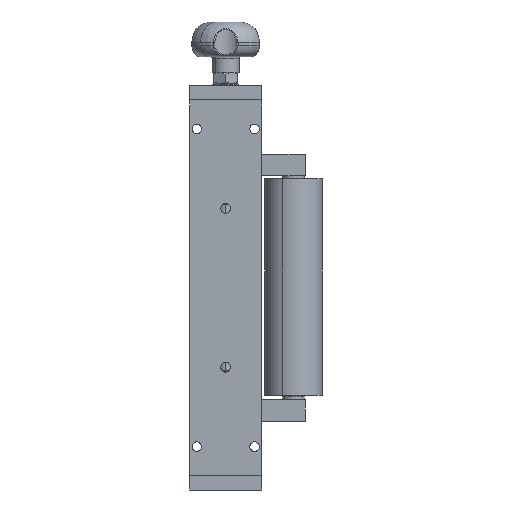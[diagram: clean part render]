
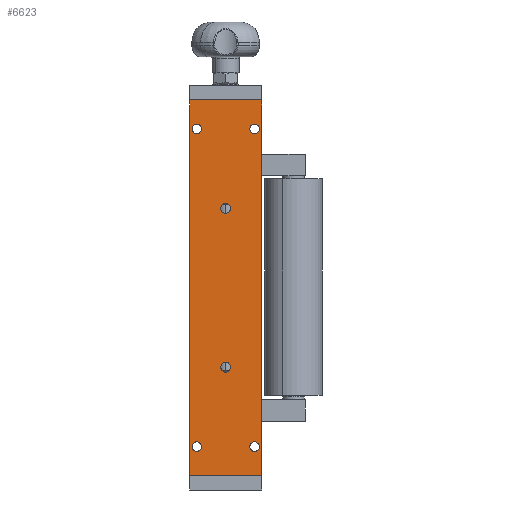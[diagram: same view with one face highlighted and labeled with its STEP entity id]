
A CAD part, front view. The second image highlights one B-rep face of the part: STEP entity #6623.
In plain terms, the highlighted planar face has unit normal (0, -1, 0).
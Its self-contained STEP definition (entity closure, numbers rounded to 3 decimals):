
#38 = ORIENTED_EDGE ( 'NONE', *, *, #7406, .T. ) ;
#208 = EDGE_LOOP ( 'NONE', ( #9289, #425 ) ) ;
#209 = EDGE_LOOP ( 'NONE', ( #10648, #10649, #10650, #10651 ) ) ;
#210 = EDGE_LOOP ( 'NONE', ( #8901, #8900 ) ) ;
#251 = EDGE_LOOP ( 'NONE', ( #1548, #38 ) ) ;
#263 = EDGE_LOOP ( 'NONE', ( #10645, #10643 ) ) ;
#305 = EDGE_LOOP ( 'NONE', ( #9712, #9269 ) ) ;
#425 = ORIENTED_EDGE ( 'NONE', *, *, #7468, .T. ) ;
#575 = FACE_BOUND ( 'NONE', #263, .T. ) ;
#577 = FACE_BOUND ( 'NONE', #251, .T. ) ;
#578 = FACE_BOUND ( 'NONE', #305, .T. ) ;
#579 = FACE_BOUND ( 'NONE', #208, .T. ) ;
#581 = FACE_BOUND ( 'NONE', #210, .T. ) ;
#582 = FACE_BOUND ( 'NONE', #9347, .T. ) ;
#583 = FACE_OUTER_BOUND ( 'NONE', #209, .T. ) ;
#976 = LINE ( 'NONE', #5487, #980 ) ;
#979 = CIRCLE ( 'NONE', #1288, 3.3 ) ;
#980 = VECTOR ( 'NONE', #5646, 1000. ) ;
#1025 = CIRCLE ( 'NONE', #1432, 3.3 ) ;
#1061 = CIRCLE ( 'NONE', #1370, 3.3 ) ;
#1066 = CIRCLE ( 'NONE', #1377, 3.3 ) ;
#1098 = CIRCLE ( 'NONE', #1373, 3.4 ) ;
#1123 = LINE ( 'NONE', #1656, #1127 ) ;
#1127 = VECTOR ( 'NONE', #1651, 1000. ) ;
#1288 = AXIS2_PLACEMENT_3D ( 'NONE', #5727, #5542, #5725 ) ;
#1294 = AXIS2_PLACEMENT_3D ( 'NONE', #2128, #2129, #2130 ) ;
#1370 = AXIS2_PLACEMENT_3D ( 'NONE', #5704, #5472, #5689 ) ;
#1373 = AXIS2_PLACEMENT_3D ( 'NONE', #5590, #5697, #5830 ) ;
#1377 = AXIS2_PLACEMENT_3D ( 'NONE', #5708, #5637, #5714 ) ;
#1432 = AXIS2_PLACEMENT_3D ( 'NONE', #5679, #5650, #5573 ) ;
#1438 = AXIS2_PLACEMENT_3D ( 'NONE', #2534, #2535, #2536 ) ;
#1548 = ORIENTED_EDGE ( 'NONE', *, *, #10024, .T. ) ;
#1651 = DIRECTION ( 'NONE',  ( 1., 0., 0. ) ) ;
#1656 = CARTESIAN_POINT ( 'NONE',  ( -29.93, -11.266, -130. ) ) ;
#1964 = DIRECTION ( 'NONE',  ( 0., 0., 1. ) ) ;
#1970 = CARTESIAN_POINT ( 'NONE',  ( -29.93, -11.266, -130. ) ) ;
#2128 = CARTESIAN_POINT ( 'NONE',  ( -4.93, -11.266, 55. ) ) ;
#2129 = DIRECTION ( 'NONE',  ( 0., -1., 0. ) ) ;
#2130 = DIRECTION ( 'NONE',  ( 0., 0., -1. ) ) ;
#2534 = CARTESIAN_POINT ( 'NONE',  ( -24.93, -11.266, -110. ) ) ;
#2535 = DIRECTION ( 'NONE',  ( 0., 1., 0. ) ) ;
#2536 = DIRECTION ( 'NONE',  ( 0., 0., 1. ) ) ;
#2663 = LINE ( 'NONE', #1970, #2665 ) ;
#2665 = VECTOR ( 'NONE', #1964, 1000. ) ;
#2686 = CIRCLE ( 'NONE', #1294, 3.4 ) ;
#2817 = CIRCLE ( 'NONE', #1438, 3.3 ) ;
#4486 = CARTESIAN_POINT ( 'NONE',  ( 20.07, -11.266, -130. ) ) ;
#4487 = DIRECTION ( 'NONE',  ( 0., 0., 1. ) ) ;
#4564 = CARTESIAN_POINT ( 'NONE',  ( -24.93, -11.266, -110. ) ) ;
#4565 = DIRECTION ( 'NONE',  ( 0., 1., 0. ) ) ;
#4566 = DIRECTION ( 'NONE',  ( 0., 0., 1. ) ) ;
#4633 = CARTESIAN_POINT ( 'NONE',  ( 15.07, -11.266, -110. ) ) ;
#4634 = DIRECTION ( 'NONE',  ( 0., 1., 0. ) ) ;
#4635 = DIRECTION ( 'NONE',  ( 0., 0., 1. ) ) ;
#4742 = CARTESIAN_POINT ( 'NONE',  ( -4.93, -11.266, -55. ) ) ;
#4743 = DIRECTION ( 'NONE',  ( 0., -1., 0. ) ) ;
#4744 = DIRECTION ( 'NONE',  ( 0., 0., -1. ) ) ;
#4746 = CARTESIAN_POINT ( 'NONE',  ( -4.93, -11.266, 55. ) ) ;
#4747 = DIRECTION ( 'NONE',  ( 0., -1., 0. ) ) ;
#4748 = DIRECTION ( 'NONE',  ( 0., 0., -1. ) ) ;
#4853 = CARTESIAN_POINT ( 'NONE',  ( -24.93, -11.266, 110. ) ) ;
#4854 = DIRECTION ( 'NONE',  ( 0., 1., 0. ) ) ;
#4855 = DIRECTION ( 'NONE',  ( 0., 0., 1. ) ) ;
#5151 = CARTESIAN_POINT ( 'NONE',  ( -29.93, -11.266, -130. ) ) ;
#5164 = CARTESIAN_POINT ( 'NONE',  ( 15.07, -11.266, -106.7 ) ) ;
#5167 = CARTESIAN_POINT ( 'NONE',  ( -24.93, -11.266, 113.3 ) ) ;
#5180 = CARTESIAN_POINT ( 'NONE',  ( -24.93, -11.266, 106.7 ) ) ;
#5192 = CARTESIAN_POINT ( 'NONE',  ( -4.93, -11.266, 58.4 ) ) ;
#5198 = CARTESIAN_POINT ( 'NONE',  ( 20.07, -11.266, -130. ) ) ;
#5210 = CARTESIAN_POINT ( 'NONE',  ( 20.07, -11.266, 130. ) ) ;
#5218 = CARTESIAN_POINT ( 'NONE',  ( -24.93, -11.266, -106.7 ) ) ;
#5223 = CARTESIAN_POINT ( 'NONE',  ( -4.93, -11.266, 51.6 ) ) ;
#5225 = CARTESIAN_POINT ( 'NONE',  ( -24.93, -11.266, -113.3 ) ) ;
#5229 = CARTESIAN_POINT ( 'NONE',  ( -4.93, -11.266, -58.4 ) ) ;
#5231 = CARTESIAN_POINT ( 'NONE',  ( -4.93, -11.266, -51.6 ) ) ;
#5233 = CARTESIAN_POINT ( 'NONE',  ( -29.93, -11.266, 130. ) ) ;
#5248 = CARTESIAN_POINT ( 'NONE',  ( 15.07, -11.266, -113.3 ) ) ;
#5259 = CARTESIAN_POINT ( 'NONE',  ( 15.07, -11.266, 106.7 ) ) ;
#5260 = CARTESIAN_POINT ( 'NONE',  ( 15.07, -11.266, 113.3 ) ) ;
#5306 = LINE ( 'NONE', #4486, #5309 ) ;
#5309 = VECTOR ( 'NONE', #4487, 1000. ) ;
#5315 = CIRCLE ( 'NONE', #7280, 3.3 ) ;
#5325 = CIRCLE ( 'NONE', #7284, 3.3 ) ;
#5346 = CIRCLE ( 'NONE', #7289, 3.4 ) ;
#5349 = CIRCLE ( 'NONE', #7321, 3.4 ) ;
#5365 = CIRCLE ( 'NONE', #7316, 3.3 ) ;
#5472 = DIRECTION ( 'NONE',  ( 0., 1., 0. ) ) ;
#5487 = CARTESIAN_POINT ( 'NONE',  ( -29.93, -11.266, 130. ) ) ;
#5542 = DIRECTION ( 'NONE',  ( 0., 1., 0. ) ) ;
#5573 = DIRECTION ( 'NONE',  ( 0., 0., 1. ) ) ;
#5590 = CARTESIAN_POINT ( 'NONE',  ( -4.93, -11.266, -55. ) ) ;
#5637 = DIRECTION ( 'NONE',  ( 0., 1., 0. ) ) ;
#5646 = DIRECTION ( 'NONE',  ( 1., 0., 0. ) ) ;
#5650 = DIRECTION ( 'NONE',  ( 0., 1., 0. ) ) ;
#5679 = CARTESIAN_POINT ( 'NONE',  ( 15.07, -11.266, -110. ) ) ;
#5689 = DIRECTION ( 'NONE',  ( 0., 0., 1. ) ) ;
#5697 = DIRECTION ( 'NONE',  ( 0., -1., 0. ) ) ;
#5704 = CARTESIAN_POINT ( 'NONE',  ( 15.07, -11.266, 110. ) ) ;
#5708 = CARTESIAN_POINT ( 'NONE',  ( 15.07, -11.266, 110. ) ) ;
#5714 = DIRECTION ( 'NONE',  ( 0., 0., 1. ) ) ;
#5725 = DIRECTION ( 'NONE',  ( 0., 0., 1. ) ) ;
#5727 = CARTESIAN_POINT ( 'NONE',  ( -24.93, -11.266, 110. ) ) ;
#5830 = DIRECTION ( 'NONE',  ( 0., 0., -1. ) ) ;
#6623 = ADVANCED_FACE ( 'NONE', ( #575, #581, #579, #578, #577, #582, #583 ), #8228, .T. ) ;
#7280 = AXIS2_PLACEMENT_3D ( 'NONE', #4564, #4565, #4566 ) ;
#7284 = AXIS2_PLACEMENT_3D ( 'NONE', #4633, #4634, #4635 ) ;
#7289 = AXIS2_PLACEMENT_3D ( 'NONE', #4746, #4747, #4748 ) ;
#7316 = AXIS2_PLACEMENT_3D ( 'NONE', #4853, #4854, #4855 ) ;
#7321 = AXIS2_PLACEMENT_3D ( 'NONE', #4742, #4743, #4744 ) ;
#7404 = EDGE_CURVE ( 'NONE', #10602, #10579, #976, .T. ) ;
#7406 = EDGE_CURVE ( 'NONE', #10549, #10536, #979, .T. ) ;
#7439 = EDGE_CURVE ( 'NONE', #10617, #10533, #1025, .T. ) ;
#7468 = EDGE_CURVE ( 'NONE', #10628, #10629, #1061, .T. ) ;
#7472 = EDGE_CURVE ( 'NONE', #10629, #10628, #1066, .T. ) ;
#7500 = EDGE_CURVE ( 'NONE', #10600, #10598, #1098, .T. ) ;
#7522 = EDGE_CURVE ( 'NONE', #10520, #10567, #1123, .T. ) ;
#7604 = EDGE_CURVE ( 'NONE', #10520, #10602, #2663, .T. ) ;
#7625 = EDGE_CURVE ( 'NONE', #10561, #10592, #2686, .T. ) ;
#7730 = EDGE_CURVE ( 'NONE', #10594, #10587, #2817, .T. ) ;
#7918 = DIRECTION ( 'NONE',  ( 0., 0., -1. ) ) ;
#8228 = PLANE ( 'NONE',  #9598 ) ;
#8417 = CARTESIAN_POINT ( 'NONE',  ( -29.93, -11.266, -130. ) ) ;
#8582 = DIRECTION ( 'NONE',  ( 0., -1., 0. ) ) ;
#8900 = ORIENTED_EDGE ( 'NONE', *, *, #7625, .F. ) ;
#8901 = ORIENTED_EDGE ( 'NONE', *, *, #10009, .F. ) ;
#9269 = ORIENTED_EDGE ( 'NONE', *, *, #7439, .T. ) ;
#9289 = ORIENTED_EDGE ( 'NONE', *, *, #7472, .T. ) ;
#9347 = EDGE_LOOP ( 'NONE', ( #10646, #10647 ) ) ;
#9598 = AXIS2_PLACEMENT_3D ( 'NONE', #8417, #8582, #7918 ) ;
#9712 = ORIENTED_EDGE ( 'NONE', *, *, #9988, .T. ) ;
#9972 = EDGE_CURVE ( 'NONE', #10567, #10579, #5306, .T. ) ;
#9979 = EDGE_CURVE ( 'NONE', #10587, #10594, #5315, .T. ) ;
#9988 = EDGE_CURVE ( 'NONE', #10533, #10617, #5325, .T. ) ;
#10008 = EDGE_CURVE ( 'NONE', #10598, #10600, #5349, .T. ) ;
#10009 = EDGE_CURVE ( 'NONE', #10592, #10561, #5346, .T. ) ;
#10024 = EDGE_CURVE ( 'NONE', #10536, #10549, #5365, .T. ) ;
#10520 = VERTEX_POINT ( 'NONE', #5151 ) ;
#10533 = VERTEX_POINT ( 'NONE', #5164 ) ;
#10536 = VERTEX_POINT ( 'NONE', #5167 ) ;
#10549 = VERTEX_POINT ( 'NONE', #5180 ) ;
#10561 = VERTEX_POINT ( 'NONE', #5192 ) ;
#10567 = VERTEX_POINT ( 'NONE', #5198 ) ;
#10579 = VERTEX_POINT ( 'NONE', #5210 ) ;
#10587 = VERTEX_POINT ( 'NONE', #5218 ) ;
#10592 = VERTEX_POINT ( 'NONE', #5223 ) ;
#10594 = VERTEX_POINT ( 'NONE', #5225 ) ;
#10598 = VERTEX_POINT ( 'NONE', #5229 ) ;
#10600 = VERTEX_POINT ( 'NONE', #5231 ) ;
#10602 = VERTEX_POINT ( 'NONE', #5233 ) ;
#10617 = VERTEX_POINT ( 'NONE', #5248 ) ;
#10628 = VERTEX_POINT ( 'NONE', #5259 ) ;
#10629 = VERTEX_POINT ( 'NONE', #5260 ) ;
#10643 = ORIENTED_EDGE ( 'NONE', *, *, #7500, .F. ) ;
#10645 = ORIENTED_EDGE ( 'NONE', *, *, #10008, .F. ) ;
#10646 = ORIENTED_EDGE ( 'NONE', *, *, #9979, .T. ) ;
#10647 = ORIENTED_EDGE ( 'NONE', *, *, #7730, .T. ) ;
#10648 = ORIENTED_EDGE ( 'NONE', *, *, #7404, .F. ) ;
#10649 = ORIENTED_EDGE ( 'NONE', *, *, #7604, .F. ) ;
#10650 = ORIENTED_EDGE ( 'NONE', *, *, #7522, .T. ) ;
#10651 = ORIENTED_EDGE ( 'NONE', *, *, #9972, .T. ) ;
